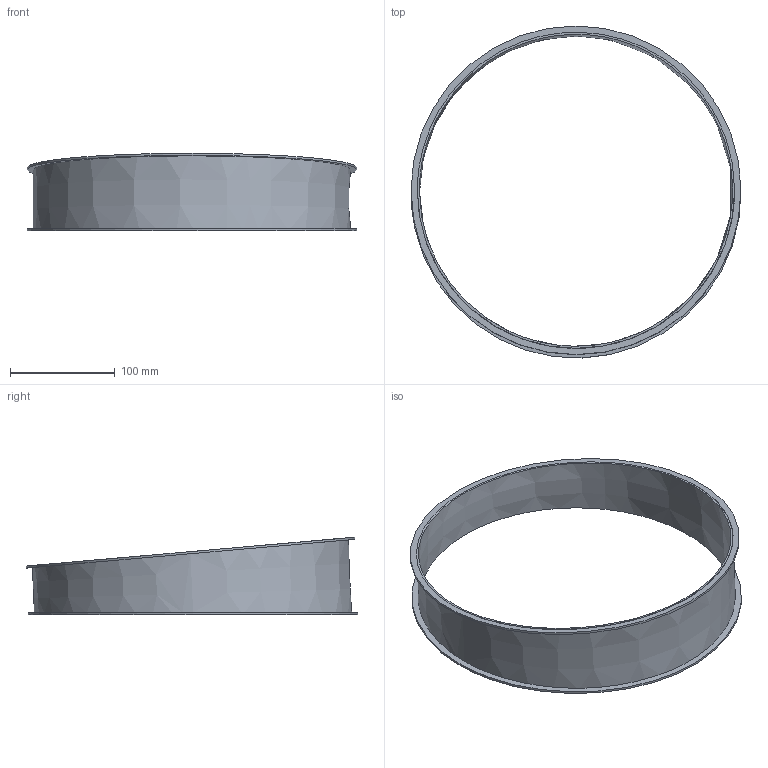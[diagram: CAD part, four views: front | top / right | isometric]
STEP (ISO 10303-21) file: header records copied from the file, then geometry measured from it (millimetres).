
FILE_DESCRIPTION((''),'2;1');
FILE_NAME('4010015015747-Ø300x2 5°.stp','2011-08-22T11:38:31',('mbarth'),(''),'Autodesk Inventor 2011','Autodesk Inventor 2011','');
FILE_SCHEMA(('AUTOMOTIVE_DESIGN { 1 0 10303 214 1 1 1 1 }'));
Length unit declared in the file: millimetre
Products named in the file (1): 4010015015747-Ø300x2 5°
Bounding box: 315 x 316.92 x 73.98 mm (x, y, z)
Volume: 137016.1 mm3; surface area: 144822.1 mm2
Topology: 1 solids, 1 shells, 13 faces, 30 edges, 17 vertices
Faces by surface type: bspline 7, plane 4, cylinder 2
Full cylindrical faces by diameter (mm): 315 x1
Entity records: 2002 total; most frequent: CARTESIAN_POINT 1713, ORIENTED_EDGE 58, DIRECTION 34, EDGE_CURVE 29, EDGE_LOOP 18, VERTEX_POINT 17, FACE_OUTER_BOUND 13, ADVANCED_FACE 13
